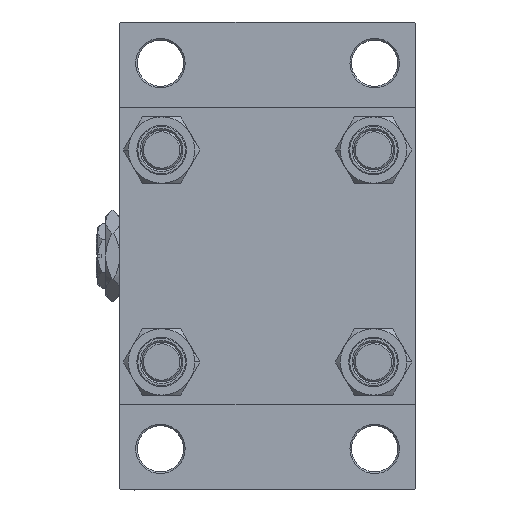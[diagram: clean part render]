
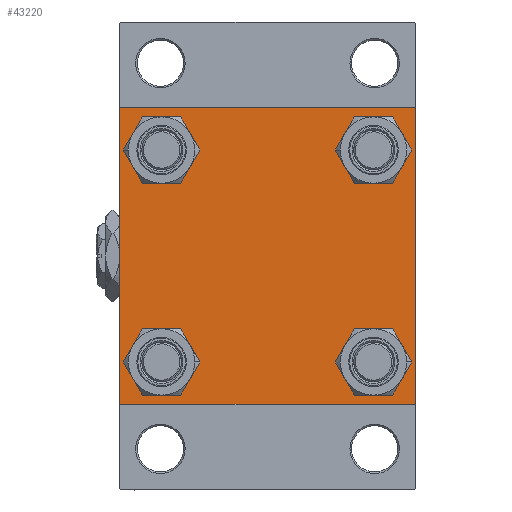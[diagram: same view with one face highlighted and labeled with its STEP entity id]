
A CAD part, left-side view. The second image highlights one B-rep face of the part: STEP entity #43220.
In plain terms, the highlighted planar face has unit normal (-1, 0, 0).
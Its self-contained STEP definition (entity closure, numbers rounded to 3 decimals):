
#282 = ORIENTED_EDGE ( 'NONE', *, *, #38252, .T. ) ;
#558 = EDGE_CURVE ( 'NONE', #22968, #42256, #5469, .T. ) ;
#634 = AXIS2_PLACEMENT_3D ( 'NONE', #38636, #11963, #27315 ) ;
#861 = DIRECTION ( 'NONE',  ( 1., 0., 0. ) ) ;
#1906 = CIRCLE ( 'NONE', #15527, 6.5 ) ;
#2871 = VECTOR ( 'NONE', #44929, 1000. ) ;
#3054 = EDGE_CURVE ( 'NONE', #22968, #26816, #3586, .T. ) ;
#3223 = VERTEX_POINT ( 'NONE', #16151 ) ;
#3387 = CARTESIAN_POINT ( 'NONE',  ( 0., -32.15, 25.65 ) ) ;
#3586 = LINE ( 'NONE', #45864, #47330 ) ;
#3732 = EDGE_CURVE ( 'NONE', #30780, #20175, #24876, .T. ) ;
#3892 = CARTESIAN_POINT ( 'NONE',  ( 0., 32.15, -32.15 ) ) ;
#5469 = LINE ( 'NONE', #9001, #42432 ) ;
#5774 = AXIS2_PLACEMENT_3D ( 'NONE', #37317, #48422, #26006 ) ;
#5813 = CIRCLE ( 'NONE', #22669, 6.5 ) ;
#5979 = ORIENTED_EDGE ( 'NONE', *, *, #9974, .T. ) ;
#6083 = FACE_BOUND ( 'NONE', #33055, .T. ) ;
#6244 = LINE ( 'NONE', #33145, #49123 ) ;
#6643 = EDGE_CURVE ( 'NONE', #24365, #3223, #39412, .T. ) ;
#6958 = DIRECTION ( 'NONE',  ( 0., -0.707, 0.707 ) ) ;
#7169 = CARTESIAN_POINT ( 'NONE',  ( 0., 32.15, 25.65 ) ) ;
#9001 = CARTESIAN_POINT ( 'NONE',  ( 0., 44.75, 44.75 ) ) ;
#9671 = EDGE_CURVE ( 'NONE', #20175, #30780, #36293, .T. ) ;
#9869 = PLANE ( 'NONE',  #10141 ) ;
#9974 = EDGE_CURVE ( 'NONE', #27573, #14139, #5813, .T. ) ;
#10141 = AXIS2_PLACEMENT_3D ( 'NONE', #12907, #28247, #43612 ) ;
#10577 = VERTEX_POINT ( 'NONE', #19427 ) ;
#10731 = DIRECTION ( 'NONE',  ( 1., 0., 0. ) ) ;
#11963 = DIRECTION ( 'NONE',  ( 1., 0., 0. ) ) ;
#12806 = CARTESIAN_POINT ( 'NONE',  ( 0., 44.5, -45. ) ) ;
#12907 = CARTESIAN_POINT ( 'NONE',  ( 0., 0., 0. ) ) ;
#13646 = CARTESIAN_POINT ( 'NONE',  ( 0., 44.5, 45. ) ) ;
#14139 = VERTEX_POINT ( 'NONE', #3387 ) ;
#14232 = CARTESIAN_POINT ( 'NONE',  ( 0., 45., 45. ) ) ;
#14404 = CARTESIAN_POINT ( 'NONE',  ( 0., 32.15, -25.65 ) ) ;
#14915 = VECTOR ( 'NONE', #29968, 1000. ) ;
#15015 = CARTESIAN_POINT ( 'NONE',  ( 0., -32.15, -38.65 ) ) ;
#15017 = EDGE_CURVE ( 'NONE', #19129, #15511, #49686, .T. ) ;
#15186 = VERTEX_POINT ( 'NONE', #7169 ) ;
#15511 = VERTEX_POINT ( 'NONE', #19429 ) ;
#15527 = AXIS2_PLACEMENT_3D ( 'NONE', #45205, #10731, #45443 ) ;
#15848 = DIRECTION ( 'NONE',  ( 1., 0., 0. ) ) ;
#16147 = CARTESIAN_POINT ( 'NONE',  ( 0., -45., 44.5 ) ) ;
#16151 = CARTESIAN_POINT ( 'NONE',  ( 0., 32.15, -38.65 ) ) ;
#16968 = CARTESIAN_POINT ( 'NONE',  ( 0., -32.15, -32.15 ) ) ;
#17239 = EDGE_CURVE ( 'NONE', #20839, #26816, #25964, .T. ) ;
#17452 = VECTOR ( 'NONE', #6958, 1000. ) ;
#17635 = CARTESIAN_POINT ( 'NONE',  ( 0., -32.15, 38.65 ) ) ;
#17646 = CARTESIAN_POINT ( 'NONE',  ( 0., -32.15, 32.15 ) ) ;
#17706 = AXIS2_PLACEMENT_3D ( 'NONE', #3892, #49683, #19232 ) ;
#19077 = CIRCLE ( 'NONE', #634, 6.5 ) ;
#19129 = VERTEX_POINT ( 'NONE', #12806 ) ;
#19232 = DIRECTION ( 'NONE',  ( 0., 0., 1. ) ) ;
#19427 = CARTESIAN_POINT ( 'NONE',  ( 0., 32.15, 38.65 ) ) ;
#19429 = CARTESIAN_POINT ( 'NONE',  ( 0., -44.5, -45. ) ) ;
#20008 = DIRECTION ( 'NONE',  ( 0., -0.707, -0.707 ) ) ;
#20175 = VERTEX_POINT ( 'NONE', #15015 ) ;
#20204 = ORIENTED_EDGE ( 'NONE', *, *, #26207, .T. ) ;
#20839 = VERTEX_POINT ( 'NONE', #16147 ) ;
#21025 = CARTESIAN_POINT ( 'NONE',  ( 0., 45., -44.5 ) ) ;
#21195 = FACE_OUTER_BOUND ( 'NONE', #21788, .T. ) ;
#21389 = ORIENTED_EDGE ( 'NONE', *, *, #46221, .T. ) ;
#21535 = ORIENTED_EDGE ( 'NONE', *, *, #9671, .T. ) ;
#21559 = CARTESIAN_POINT ( 'NONE',  ( 0., -44.75, -44.75 ) ) ;
#21587 = DIRECTION ( 'NONE',  ( 0., 0., -1. ) ) ;
#21684 = FACE_BOUND ( 'NONE', #44653, .T. ) ;
#21788 = EDGE_LOOP ( 'NONE', ( #20204, #39029, #25353, #27097, #43261, #29461, #31703, #29799 ) ) ;
#21944 = CARTESIAN_POINT ( 'NONE',  ( 0., -44.75, 44.75 ) ) ;
#22473 = VECTOR ( 'NONE', #25566, 1000. ) ;
#22669 = AXIS2_PLACEMENT_3D ( 'NONE', #17646, #32996, #33489 ) ;
#22968 = VERTEX_POINT ( 'NONE', #13646 ) ;
#23266 = AXIS2_PLACEMENT_3D ( 'NONE', #31024, #861, #38584 ) ;
#24365 = VERTEX_POINT ( 'NONE', #14404 ) ;
#24487 = ORIENTED_EDGE ( 'NONE', *, *, #3732, .T. ) ;
#24876 = CIRCLE ( 'NONE', #34509, 6.5 ) ;
#25324 = LINE ( 'NONE', #21559, #17452 ) ;
#25353 = ORIENTED_EDGE ( 'NONE', *, *, #15017, .T. ) ;
#25360 = CARTESIAN_POINT ( 'NONE',  ( 0., -45., -44.5 ) ) ;
#25566 = DIRECTION ( 'NONE',  ( 0., 0., -1. ) ) ;
#25964 = LINE ( 'NONE', #21944, #14915 ) ;
#26006 = DIRECTION ( 'NONE',  ( 0., 0., 1. ) ) ;
#26073 = ORIENTED_EDGE ( 'NONE', *, *, #29961, .T. ) ;
#26207 = EDGE_CURVE ( 'NONE', #42256, #29481, #48718, .T. ) ;
#26278 = EDGE_CURVE ( 'NONE', #29481, #19129, #46692, .T. ) ;
#26816 = VERTEX_POINT ( 'NONE', #40251 ) ;
#27097 = ORIENTED_EDGE ( 'NONE', *, *, #46061, .T. ) ;
#27315 = DIRECTION ( 'NONE',  ( 0., 0., 1. ) ) ;
#27573 = VERTEX_POINT ( 'NONE', #17635 ) ;
#28043 = DIRECTION ( 'NONE',  ( 0., 0., 1. ) ) ;
#28247 = DIRECTION ( 'NONE',  ( -1., 0., 0. ) ) ;
#29210 = FACE_BOUND ( 'NONE', #39191, .T. ) ;
#29341 = ORIENTED_EDGE ( 'NONE', *, *, #6643, .T. ) ;
#29461 = ORIENTED_EDGE ( 'NONE', *, *, #17239, .T. ) ;
#29481 = VERTEX_POINT ( 'NONE', #21025 ) ;
#29799 = ORIENTED_EDGE ( 'NONE', *, *, #558, .T. ) ;
#29961 = EDGE_CURVE ( 'NONE', #14139, #27573, #41759, .T. ) ;
#29968 = DIRECTION ( 'NONE',  ( 0., 0.707, 0.707 ) ) ;
#29997 = DIRECTION ( 'NONE',  ( 0., -1., 0. ) ) ;
#30546 = CARTESIAN_POINT ( 'NONE',  ( 0., 45., -45. ) ) ;
#30780 = VERTEX_POINT ( 'NONE', #45219 ) ;
#31024 = CARTESIAN_POINT ( 'NONE',  ( 0., -32.15, 32.15 ) ) ;
#31198 = DIRECTION ( 'NONE',  ( 0., 0., 1. ) ) ;
#31703 = ORIENTED_EDGE ( 'NONE', *, *, #3054, .F. ) ;
#31865 = DIRECTION ( 'NONE',  ( 0., 0.707, -0.707 ) ) ;
#31993 = CARTESIAN_POINT ( 'NONE',  ( 0., 45., 44.5 ) ) ;
#32996 = DIRECTION ( 'NONE',  ( 1., 0., 0. ) ) ;
#33055 = EDGE_LOOP ( 'NONE', ( #29341, #282 ) ) ;
#33145 = CARTESIAN_POINT ( 'NONE',  ( 0., -45., 45. ) ) ;
#33489 = DIRECTION ( 'NONE',  ( 0., 0., 1. ) ) ;
#34037 = EDGE_CURVE ( 'NONE', #20839, #34711, #6244, .T. ) ;
#34509 = AXIS2_PLACEMENT_3D ( 'NONE', #16968, #39372, #28043 ) ;
#34711 = VERTEX_POINT ( 'NONE', #25360 ) ;
#34842 = CARTESIAN_POINT ( 'NONE',  ( 0., 44.75, -44.75 ) ) ;
#36293 = CIRCLE ( 'NONE', #5774, 6.5 ) ;
#37020 = FACE_BOUND ( 'NONE', #46939, .T. ) ;
#37317 = CARTESIAN_POINT ( 'NONE',  ( 0., -32.15, -32.15 ) ) ;
#38252 = EDGE_CURVE ( 'NONE', #3223, #24365, #1906, .T. ) ;
#38584 = DIRECTION ( 'NONE',  ( 0., 0., 1. ) ) ;
#38636 = CARTESIAN_POINT ( 'NONE',  ( 0., 32.15, 32.15 ) ) ;
#39029 = ORIENTED_EDGE ( 'NONE', *, *, #26278, .T. ) ;
#39191 = EDGE_LOOP ( 'NONE', ( #5979, #26073 ) ) ;
#39372 = DIRECTION ( 'NONE',  ( 1., 0., 0. ) ) ;
#39412 = CIRCLE ( 'NONE', #17706, 6.5 ) ;
#40251 = CARTESIAN_POINT ( 'NONE',  ( 0., -44.5, 45. ) ) ;
#41759 = CIRCLE ( 'NONE', #23266, 6.5 ) ;
#42256 = VERTEX_POINT ( 'NONE', #31993 ) ;
#42366 = ORIENTED_EDGE ( 'NONE', *, *, #47759, .T. ) ;
#42432 = VECTOR ( 'NONE', #31865, 1000. ) ;
#43220 = ADVANCED_FACE ( 'NONE', ( #29210, #21684, #6083, #37020, #21195 ), #9869, .T. ) ;
#43261 = ORIENTED_EDGE ( 'NONE', *, *, #34037, .F. ) ;
#43612 = DIRECTION ( 'NONE',  ( 0., 0., 1. ) ) ;
#44653 = EDGE_LOOP ( 'NONE', ( #24487, #21535 ) ) ;
#44929 = DIRECTION ( 'NONE',  ( 0., -1., 0. ) ) ;
#45205 = CARTESIAN_POINT ( 'NONE',  ( 0., 32.15, -32.15 ) ) ;
#45219 = CARTESIAN_POINT ( 'NONE',  ( 0., -32.15, -25.65 ) ) ;
#45443 = DIRECTION ( 'NONE',  ( 0., 0., 1. ) ) ;
#45623 = CIRCLE ( 'NONE', #46462, 6.5 ) ;
#45864 = CARTESIAN_POINT ( 'NONE',  ( 0., 45., 45. ) ) ;
#46061 = EDGE_CURVE ( 'NONE', #15511, #34711, #25324, .T. ) ;
#46221 = EDGE_CURVE ( 'NONE', #10577, #15186, #19077, .T. ) ;
#46462 = AXIS2_PLACEMENT_3D ( 'NONE', #46814, #15848, #31198 ) ;
#46692 = LINE ( 'NONE', #34842, #48198 ) ;
#46814 = CARTESIAN_POINT ( 'NONE',  ( 0., 32.15, 32.15 ) ) ;
#46939 = EDGE_LOOP ( 'NONE', ( #21389, #42366 ) ) ;
#47330 = VECTOR ( 'NONE', #29997, 1000. ) ;
#47759 = EDGE_CURVE ( 'NONE', #15186, #10577, #45623, .T. ) ;
#48198 = VECTOR ( 'NONE', #20008, 1000. ) ;
#48422 = DIRECTION ( 'NONE',  ( 1., 0., 0. ) ) ;
#48718 = LINE ( 'NONE', #14232, #22473 ) ;
#49123 = VECTOR ( 'NONE', #21587, 1000. ) ;
#49683 = DIRECTION ( 'NONE',  ( 1., 0., 0. ) ) ;
#49686 = LINE ( 'NONE', #30546, #2871 ) ;
